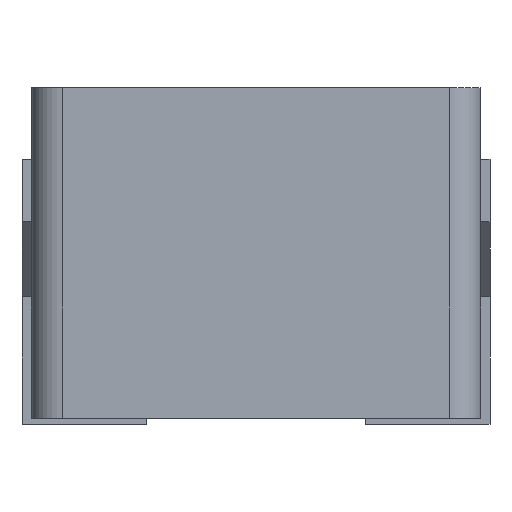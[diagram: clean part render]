
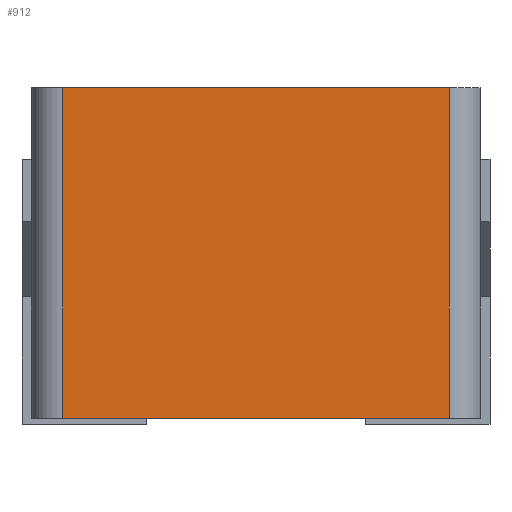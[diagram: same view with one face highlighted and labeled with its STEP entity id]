
A CAD part, front view. The second image highlights one B-rep face of the part: STEP entity #912.
In plain terms, the highlighted planar face has unit normal (0, -1, 0).
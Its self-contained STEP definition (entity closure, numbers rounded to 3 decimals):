
#523 = DIRECTION ( 'NONE',  ( 0., 0., -1. ) ) ;
#912 = ADVANCED_FACE ( 'NONE', ( #13684 ), #12379, .F. ) ;
#1964 = VECTOR ( 'NONE', #22583, 1000. ) ;
#2110 = AXIS2_PLACEMENT_3D ( 'NONE', #22618, #8329, #2996 ) ;
#2379 = VERTEX_POINT ( 'NONE', #9784 ) ;
#2996 = DIRECTION ( 'NONE',  ( 0., 0., 1. ) ) ;
#3076 = CARTESIAN_POINT ( 'NONE',  ( -3.6, -3.5, 0. ) ) ;
#3270 = ORIENTED_EDGE ( 'NONE', *, *, #19181, .T. ) ;
#5906 = LINE ( 'NONE', #16792, #6541 ) ;
#6043 = LINE ( 'NONE', #15287, #15323 ) ;
#6541 = VECTOR ( 'NONE', #523, 1000. ) ;
#6990 = ORIENTED_EDGE ( 'NONE', *, *, #11755, .T. ) ;
#7114 = CARTESIAN_POINT ( 'NONE',  ( -3.1, -3.5, 0. ) ) ;
#7216 = VERTEX_POINT ( 'NONE', #11291 ) ;
#8329 = DIRECTION ( 'NONE',  ( 0., 1., 0. ) ) ;
#8405 = LINE ( 'NONE', #3076, #1964 ) ;
#9643 = EDGE_LOOP ( 'NONE', ( #17429, #3270, #6990, #15134 ) ) ;
#9784 = CARTESIAN_POINT ( 'NONE',  ( 3.1, -3.5, 0. ) ) ;
#10109 = LINE ( 'NONE', #17332, #14046 ) ;
#10469 = VERTEX_POINT ( 'NONE', #7114 ) ;
#11291 = CARTESIAN_POINT ( 'NONE',  ( 3.1, -3.5, 5.3 ) ) ;
#11755 = EDGE_CURVE ( 'NONE', #10469, #2379, #8405, .T. ) ;
#12379 = PLANE ( 'NONE',  #2110 ) ;
#13279 = DIRECTION ( 'NONE',  ( 1., 0., 0. ) ) ;
#13684 = FACE_OUTER_BOUND ( 'NONE', #9643, .T. ) ;
#14046 = VECTOR ( 'NONE', #20500, 1000. ) ;
#14906 = EDGE_CURVE ( 'NONE', #2379, #7216, #10109, .T. ) ;
#14978 = CARTESIAN_POINT ( 'NONE',  ( -3.1, -3.5, 5.3 ) ) ;
#15134 = ORIENTED_EDGE ( 'NONE', *, *, #14906, .T. ) ;
#15287 = CARTESIAN_POINT ( 'NONE',  ( -3.6, -3.5, 5.3 ) ) ;
#15323 = VECTOR ( 'NONE', #13279, 1000. ) ;
#15637 = VERTEX_POINT ( 'NONE', #14978 ) ;
#16792 = CARTESIAN_POINT ( 'NONE',  ( -3.1, -3.5, 5.3 ) ) ;
#17332 = CARTESIAN_POINT ( 'NONE',  ( 3.1, -3.5, 5.3 ) ) ;
#17429 = ORIENTED_EDGE ( 'NONE', *, *, #21214, .F. ) ;
#19181 = EDGE_CURVE ( 'NONE', #15637, #10469, #5906, .T. ) ;
#20500 = DIRECTION ( 'NONE',  ( 0., 0., 1. ) ) ;
#21214 = EDGE_CURVE ( 'NONE', #15637, #7216, #6043, .T. ) ;
#22583 = DIRECTION ( 'NONE',  ( 1., 0., 0. ) ) ;
#22618 = CARTESIAN_POINT ( 'NONE',  ( -3.6, -3.5, 5.3 ) ) ;
